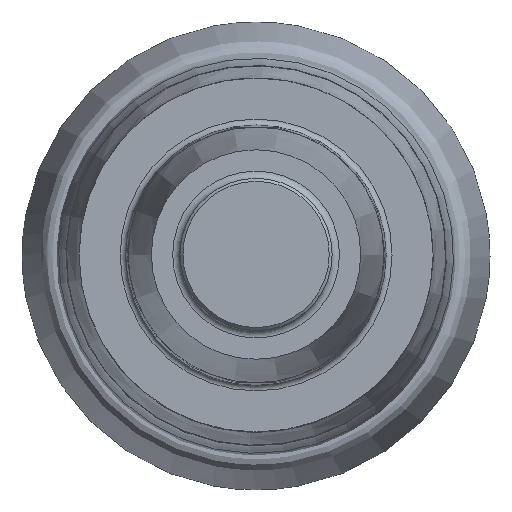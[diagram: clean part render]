
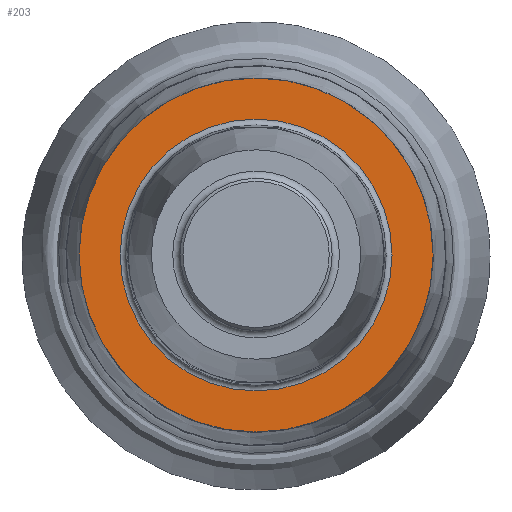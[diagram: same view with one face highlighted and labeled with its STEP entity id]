
A CAD part, top view. The second image highlights one B-rep face of the part: STEP entity #203.
In plain terms, the highlighted planar face has unit normal (0, 0, 1).
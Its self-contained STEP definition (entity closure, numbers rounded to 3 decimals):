
#172=FACE_BOUND('',#268,.T.);
#173=FACE_BOUND('',#269,.T.);
#203=ADVANCED_FACE('',(#172,#173),#226,.F.);
#226=PLANE('',#624);
#268=EDGE_LOOP('',(#334));
#269=EDGE_LOOP('',(#335));
#334=ORIENTED_EDGE('',*,*,#452,.T.);
#335=ORIENTED_EDGE('',*,*,#451,.F.);
#414=VERTEX_POINT('',#1018);
#415=VERTEX_POINT('',#1021);
#451=EDGE_CURVE('',#414,#414,#483,.T.);
#452=EDGE_CURVE('',#415,#415,#484,.T.);
#483=CIRCLE('',#621,12.1);
#484=CIRCLE('',#623,9.292);
#621=AXIS2_PLACEMENT_3D('',#1017,#726,#727);
#623=AXIS2_PLACEMENT_3D('',#1020,#730,#731);
#624=AXIS2_PLACEMENT_3D('',#1022,#732,#733);
#726=DIRECTION('',(0.,0.,-1.));
#727=DIRECTION('',(-1.,0.,0.));
#730=DIRECTION('',(0.,0.,-1.));
#731=DIRECTION('',(-1.,0.,0.));
#732=DIRECTION('',(0.,0.,-1.));
#733=DIRECTION('',(-1.,0.,0.));
#1017=CARTESIAN_POINT('',(0.,0.,0.));
#1018=CARTESIAN_POINT('',(-12.1,0.,0.));
#1020=CARTESIAN_POINT('',(0.,0.,0.));
#1021=CARTESIAN_POINT('',(-9.292,0.,0.));
#1022=CARTESIAN_POINT('',(-8.907,0.,0.));
